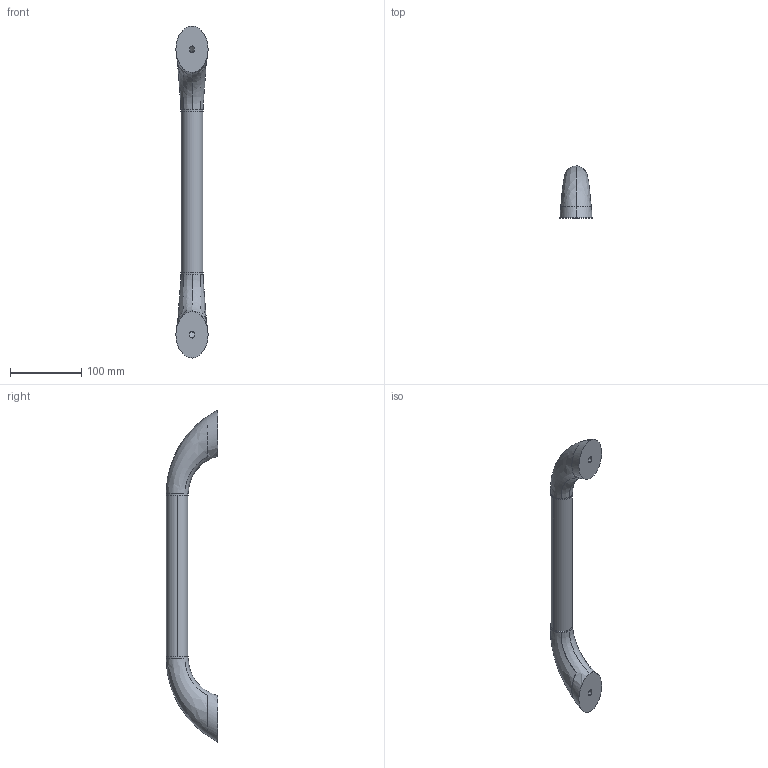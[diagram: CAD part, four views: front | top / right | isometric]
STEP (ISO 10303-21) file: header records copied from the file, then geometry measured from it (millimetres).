
FILE_DESCRIPTION (( 'STEP AP203' ), '1' );
FILE_NAME ('AP-334-400.STEP', '2012-12-17T07:58:18', ( '11sw' ), ( 'タキゲン製造株式会社' ), 'SwSTEP 2.0', 'SolidWorks 2011', '' );
FILE_SCHEMA (( 'CONFIG_CONTROL_DESIGN' ));
Length unit declared in the file: millimetre
Products named in the file (3): AP-334-400本体_; AP-334-400ブラケットカバー_; AP-334-400
Assembly tree (3 placements, depth 2):
  AP-334-400
    AP-334-400ブラケットカバー_  x2
    AP-334-400本体_
Bounding box: 45 x 72.5 x 465 mm (x, y, z)
Volume: 299597.7 mm3; surface area: 85375.6 mm2
Topology: 3 solids, 3 shells, 54 faces, 136 edges, 90 vertices
Faces by surface type: cylinder 22, plane 20, bspline 12
Entity records: 7082 total; most frequent: CARTESIAN_POINT 5679, ORIENTED_EDGE 236, DIRECTION 208, EDGE_CURVE 118, AXIS2_PLACEMENT_3D 80, VERTEX_POINT 78, EDGE_LOOP 52, VECTOR 48
